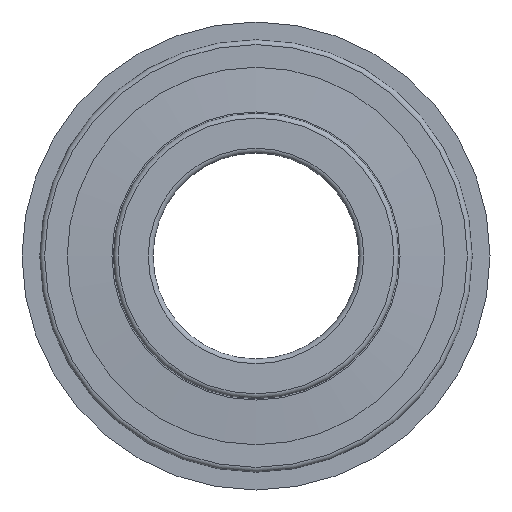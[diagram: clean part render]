
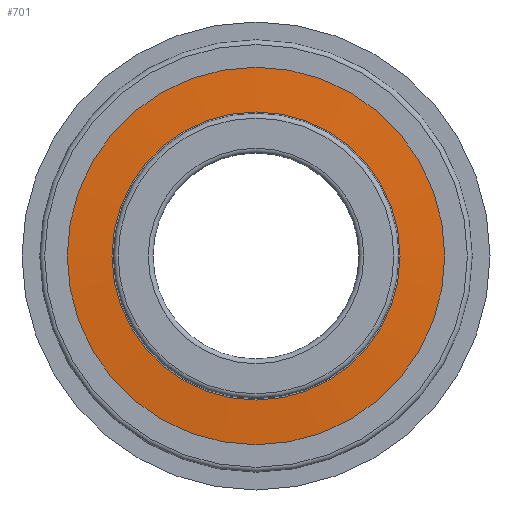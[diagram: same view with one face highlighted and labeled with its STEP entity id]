
A CAD part, left-side view. The second image highlights one B-rep face of the part: STEP entity #701.
In plain terms, the highlighted conical face has half-angle 86.103 degrees and reference radius 30.785 mm.
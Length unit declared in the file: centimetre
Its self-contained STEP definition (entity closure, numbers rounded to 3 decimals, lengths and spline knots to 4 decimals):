
#24=CONICAL_SURFACE('',#963,3.0785,1.503);
#199=CIRCLE('',#961,2.6645);
#201=CIRCLE('',#964,3.4925);
#253=EDGE_CURVE('',#525,#525,#199,.T.);
#255=EDGE_CURVE('',#527,#527,#201,.T.);
#353=ORIENTED_EDGE('',*,*,#255,.F.);
#354=ORIENTED_EDGE('',*,*,#253,.T.);
#447=EDGE_LOOP('',(#353));
#448=EDGE_LOOP('',(#354));
#525=VERTEX_POINT('',#1488);
#527=VERTEX_POINT('',#1493);
#623=FACE_BOUND('',#447,.T.);
#624=FACE_BOUND('',#448,.T.);
#701=ADVANCED_FACE('',(#623,#624),#24,.T.);
#841=DIRECTION('',(1.,0.,0.));
#842=DIRECTION('',(0.,2.664,0.));
#845=DIRECTION('',(1.,0.,0.));
#846=DIRECTION('',(0.,3.078,0.));
#847=DIRECTION('',(1.,0.,0.));
#848=DIRECTION('',(0.,3.493,0.));
#961=AXIS2_PLACEMENT_3D('',#1487,#841,#842);
#963=AXIS2_PLACEMENT_3D('',#1491,#845,#846);
#964=AXIS2_PLACEMENT_3D('',#1492,#847,#848);
#1487=CARTESIAN_POINT('',(-1.4712,0.,0.));
#1488=CARTESIAN_POINT('',(-1.4712,2.6645,0.));
#1491=CARTESIAN_POINT('',(-1.443,0.,0.));
#1492=CARTESIAN_POINT('',(-1.4148,0.,0.));
#1493=CARTESIAN_POINT('',(-1.4148,3.4925,0.));
